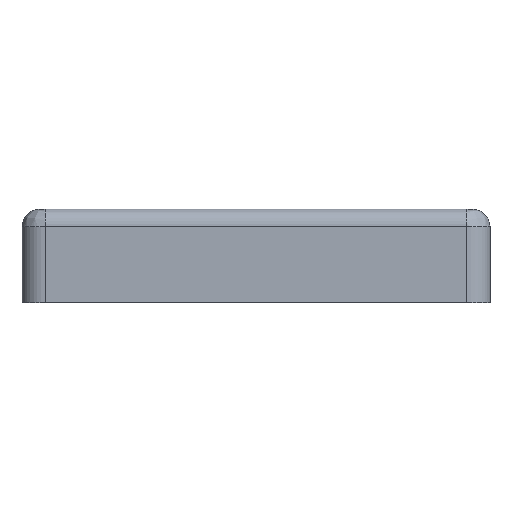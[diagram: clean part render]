
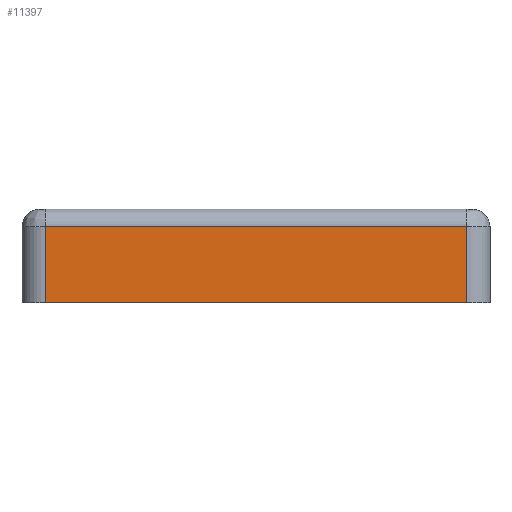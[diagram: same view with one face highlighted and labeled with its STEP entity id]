
A CAD part, front view. The second image highlights one B-rep face of the part: STEP entity #11397.
In plain terms, the highlighted planar face has unit normal (0, -1, 0).
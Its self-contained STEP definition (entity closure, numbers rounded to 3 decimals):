
#215 = DIRECTION ( 'NONE',  ( -1., 0., 0. ) ) ;
#291 = EDGE_CURVE ( 'NONE', #6685, #15299, #15568, .T. ) ;
#413 = CARTESIAN_POINT ( 'NONE',  ( -36., -40., 16. ) ) ;
#538 = VERTEX_POINT ( 'NONE', #5270 ) ;
#548 = DIRECTION ( 'NONE',  ( 0., 0., 1. ) ) ;
#620 = VERTEX_POINT ( 'NONE', #2998 ) ;
#800 = CARTESIAN_POINT ( 'NONE',  ( 36., -40., 0. ) ) ;
#1448 = EDGE_CURVE ( 'NONE', #538, #620, #6893, .T. ) ;
#1589 = ORIENTED_EDGE ( 'NONE', *, *, #291, .F. ) ;
#2235 = CARTESIAN_POINT ( 'NONE',  ( 36., -40., 16. ) ) ;
#2865 = EDGE_CURVE ( 'NONE', #15299, #538, #13075, .T. ) ;
#2998 = CARTESIAN_POINT ( 'NONE',  ( 36., -40., 13. ) ) ;
#3763 = VECTOR ( 'NONE', #11147, 1000. ) ;
#3791 = ORIENTED_EDGE ( 'NONE', *, *, #2865, .F. ) ;
#3870 = CARTESIAN_POINT ( 'NONE',  ( -40., -40., 0. ) ) ;
#3945 = DIRECTION ( 'NONE',  ( 1., 0., 0. ) ) ;
#4648 = LINE ( 'NONE', #2235, #10710 ) ;
#5270 = CARTESIAN_POINT ( 'NONE',  ( -36., -40., 13. ) ) ;
#5315 = PLANE ( 'NONE',  #9331 ) ;
#6685 = VERTEX_POINT ( 'NONE', #800 ) ;
#6893 = LINE ( 'NONE', #11195, #13331 ) ;
#7848 = DIRECTION ( 'NONE',  ( 0., 1., 0. ) ) ;
#8258 = DIRECTION ( 'NONE',  ( 0., 0., -1. ) ) ;
#9102 = ORIENTED_EDGE ( 'NONE', *, *, #1448, .F. ) ;
#9331 = AXIS2_PLACEMENT_3D ( 'NONE', #15125, #7848, #548 ) ;
#10357 = FACE_OUTER_BOUND ( 'NONE', #11801, .T. ) ;
#10526 = EDGE_CURVE ( 'NONE', #620, #6685, #4648, .T. ) ;
#10710 = VECTOR ( 'NONE', #8258, 1000. ) ;
#11147 = DIRECTION ( 'NONE',  ( 0., 0., 1. ) ) ;
#11195 = CARTESIAN_POINT ( 'NONE',  ( -40., -40., 13. ) ) ;
#11397 = ADVANCED_FACE ( 'NONE', ( #10357 ), #5315, .F. ) ;
#11424 = CARTESIAN_POINT ( 'NONE',  ( -36., -40., 0. ) ) ;
#11801 = EDGE_LOOP ( 'NONE', ( #9102, #3791, #1589, #15507 ) ) ;
#12303 = VECTOR ( 'NONE', #215, 1000. ) ;
#13075 = LINE ( 'NONE', #413, #3763 ) ;
#13331 = VECTOR ( 'NONE', #3945, 1000. ) ;
#15125 = CARTESIAN_POINT ( 'NONE',  ( 40., -40., 16. ) ) ;
#15299 = VERTEX_POINT ( 'NONE', #11424 ) ;
#15507 = ORIENTED_EDGE ( 'NONE', *, *, #10526, .F. ) ;
#15568 = LINE ( 'NONE', #3870, #12303 ) ;
